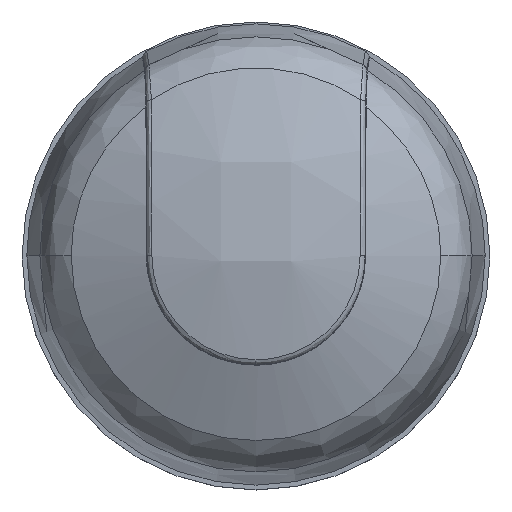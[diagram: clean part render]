
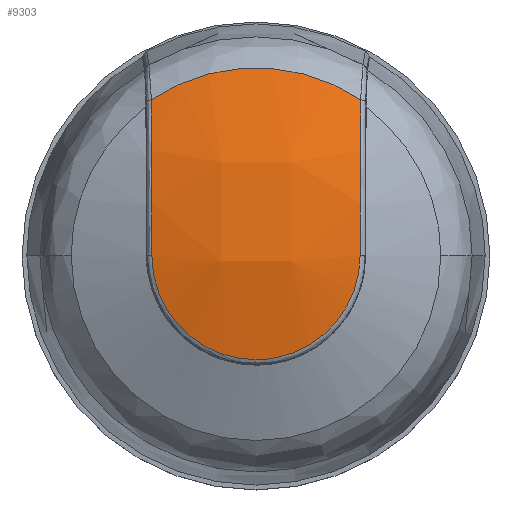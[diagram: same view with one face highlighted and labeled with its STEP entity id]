
A CAD part, top view. The second image highlights one B-rep face of the part: STEP entity #9303.
In plain terms, the highlighted free-form (B-spline) face has degree [3, 3] with [4, 4] control points.
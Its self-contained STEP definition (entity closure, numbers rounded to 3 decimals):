
#481 = EDGE_CURVE ( 'NONE', #24882, #8883, #7343, .T. ) ;
#869 = CARTESIAN_POINT ( 'NONE',  ( -15.719, 46.346, 54.717 ) ) ;
#1073 = CARTESIAN_POINT ( 'NONE',  ( -3.665, 19.23, 58.029 ) ) ;
#1217 = CARTESIAN_POINT ( 'NONE',  ( -4.804, 30.087, 54.717 ) ) ;
#1268 = CARTESIAN_POINT ( 'NONE',  ( -4.804, 19.23, 58.029 ) ) ;
#1957 = CARTESIAN_POINT ( 'NONE',  ( -15.847, 39.976, 58.126 ) ) ;
#2662 = CARTESIAN_POINT ( 'NONE',  ( 6.077, 41.057, 56.652 ) ) ;
#3349 = CARTESIAN_POINT ( 'NONE',  ( 0.227, 20.424, 58.029 ) ) ;
#4032 = DIRECTION ( 'NONE',  ( 0., 0., -1. ) ) ;
#4228 = CARTESIAN_POINT ( 'NONE',  ( -13.419, 23.418, 58.029 ) ) ;
#4333 = CARTESIAN_POINT ( 'NONE',  ( -15.557, 28.336, 58.029 ) ) ;
#4336 = CARTESIAN_POINT ( 'NONE',  ( -8.569, 40.433, 60.06 ) ) ;
#4349 = DIRECTION ( 'NONE',  ( 1., 0., 0. ) ) ;
#5156 = CARTESIAN_POINT ( 'NONE',  ( 6.057, 35.599, 57.756 ) ) ;
#5226 = ORIENTED_EDGE ( 'NONE', *, *, #481, .F. ) ;
#5514 = EDGE_CURVE ( 'NONE', #15697, #17921, #23390, .T. ) ;
#5740 = CARTESIAN_POINT ( 'NONE',  ( 4.228, 23.995, 58.029 ) ) ;
#5846 = CARTESIAN_POINT ( 'NONE',  ( -0.592, 20.04, 58.029 ) ) ;
#6617 = CARTESIAN_POINT ( 'NONE',  ( -1.04, 29.528, 61.262 ) ) ;
#7343 = B_SPLINE_CURVE_WITH_KNOTS ( 'NONE', 3,
 ( #30027, #18064, #13322, #25248, #30127, #18485, #18376, #8885, #4228, #18180, #8766, #20778, #4333, #27724, #29916, #15685, #8659, #27934 ),
 .UNSPECIFIED., .F., .F.,
 ( 4, 2, 2, 2, 2, 2, 2, 2, 4 ),
 ( 0., 0.158, 0.317, 0.475, 0.633, 0.792, 0.95, 0.994, 1. ),
 .UNSPECIFIED. ) ;
#7993 = CARTESIAN_POINT ( 'NONE',  ( 6.052, 29.977, 58.029 ) ) ;
#8205 = CARTESIAN_POINT ( 'NONE',  ( 6.053, 30.024, 58.029 ) ) ;
#8305 = CARTESIAN_POINT ( 'NONE',  ( 6.053, 30.087, 58.029 ) ) ;
#8659 = CARTESIAN_POINT ( 'NONE',  ( -15.661, 30.055, 58.029 ) ) ;
#8766 = CARTESIAN_POINT ( 'NONE',  ( -14.795, 25.743, 58.029 ) ) ;
#8883 = VERTEX_POINT ( 'NONE', #23421 ) ;
#8885 = CARTESIAN_POINT ( 'NONE',  ( -12.836, 22.726, 58.029 ) ) ;
#8891 = CARTESIAN_POINT ( 'NONE',  ( -8.569, 50.173, 55.009 ) ) ;
#9303 = ADVANCED_FACE ( 'NONE', ( #11334 ), #27665, .T. ) ;
#9866 = EDGE_CURVE ( 'NONE', #15697, #8883, #13162, .T. ) ;
#9909 = ORIENTED_EDGE ( 'NONE', *, *, #28571, .F. ) ;
#10514 = CARTESIAN_POINT ( 'NONE',  ( -15.7, 43.749, 55.821 ) ) ;
#11083 = CARTESIAN_POINT ( 'NONE',  ( -1.04, 40.433, 60.06 ) ) ;
#11186 = CARTESIAN_POINT ( 'NONE',  ( -8.569, 18.922, 58.455 ) ) ;
#11334 = FACE_OUTER_BOUND ( 'NONE', #15693, .T. ) ;
#11503 = CARTESIAN_POINT ( 'NONE',  ( -8.569, 29.528, 61.262 ) ) ;
#11846 = CARTESIAN_POINT ( 'NONE',  ( 6.11, 46.346, 54.717 ) ) ;
#12775 = CARTESIAN_POINT ( 'NONE',  ( 1.751, 21.386, 58.029 ) ) ;
#12781 = CARTESIAN_POINT ( 'NONE',  ( -15.661, 32.833, 58.029 ) ) ;
#13118 = ORIENTED_EDGE ( 'NONE', *, *, #9866, .T. ) ;
#13162 = B_SPLINE_CURVE_WITH_KNOTS ( 'NONE', 3,
 ( #24789, #10514, #14951, #19916, #12781, #17601 ),
 .UNSPECIFIED., .F., .F.,
 ( 4, 2, 4 ),
 ( 0., 0.5, 1. ),
 .UNSPECIFIED. ) ;
#13322 = CARTESIAN_POINT ( 'NONE',  ( -6.603, 19.342, 58.029 ) ) ;
#13472 = VERTEX_POINT ( 'NONE', #25710 ) ;
#13749 = CARTESIAN_POINT ( 'NONE',  ( -1.04, 50.173, 55.009 ) ) ;
#13859 = CARTESIAN_POINT ( 'NONE',  ( 6.239, 39.976, 58.126 ) ) ;
#14562 = CARTESIAN_POINT ( 'NONE',  ( 6.11, 46.346, 54.717 ) ) ;
#14660 = CARTESIAN_POINT ( 'NONE',  ( 6.091, 43.749, 55.821 ) ) ;
#14669 = EDGE_CURVE ( 'NONE', #13472, #17921, #25911, .T. ) ;
#14951 = CARTESIAN_POINT ( 'NONE',  ( -15.685, 41.057, 56.652 ) ) ;
#15144 = CARTESIAN_POINT ( 'NONE',  ( 5.916, 28.147, 58.029 ) ) ;
#15245 = CARTESIAN_POINT ( 'NONE',  ( 5.109, 25.568, 58.029 ) ) ;
#15685 = CARTESIAN_POINT ( 'NONE',  ( -15.661, 30.024, 58.029 ) ) ;
#15693 = EDGE_LOOP ( 'NONE', ( #9909, #23403, #26161, #13118, #5226 ) ) ;
#15697 = VERTEX_POINT ( 'NONE', #869 ) ;
#15742 = CARTESIAN_POINT ( 'NONE',  ( -4.804, 19.23, 58.029 ) ) ;
#16120 = CARTESIAN_POINT ( 'NONE',  ( 6.053, 30.087, 58.029 ) ) ;
#17601 = CARTESIAN_POINT ( 'NONE',  ( -15.661, 30.087, 58.029 ) ) ;
#17921 = VERTEX_POINT ( 'NONE', #11846 ) ;
#18064 = CARTESIAN_POINT ( 'NONE',  ( -5.705, 19.23, 58.029 ) ) ;
#18180 = CARTESIAN_POINT ( 'NONE',  ( -14.4, 24.929, 58.029 ) ) ;
#18376 = CARTESIAN_POINT ( 'NONE',  ( -11.512, 21.502, 58.029 ) ) ;
#18485 = CARTESIAN_POINT ( 'NONE',  ( -10.777, 20.975, 58.029 ) ) ;
#18804 = CARTESIAN_POINT ( 'NONE',  ( 6.053, 32.833, 58.029 ) ) ;
#19916 = CARTESIAN_POINT ( 'NONE',  ( -15.666, 35.599, 57.756 ) ) ;
#20676 = CARTESIAN_POINT ( 'NONE',  ( 6.239, 19.415, 56.592 ) ) ;
#20778 = CARTESIAN_POINT ( 'NONE',  ( -15.375, 27.45, 58.029 ) ) ;
#20782 = CARTESIAN_POINT ( 'NONE',  ( -15.847, 29.553, 59.275 ) ) ;
#22591 = CARTESIAN_POINT ( 'NONE',  ( 2.451, 21.96, 58.029 ) ) ;
#22968 = CARTESIAN_POINT ( 'NONE',  ( 6.239, 49.286, 53.298 ) ) ;
#23390 = CIRCLE ( 'NONE', #27768, 19.583 ) ;
#23403 = ORIENTED_EDGE ( 'NONE', *, *, #14669, .T. ) ;
#23421 = CARTESIAN_POINT ( 'NONE',  ( -15.661, 30.087, 58.029 ) ) ;
#24682 = CARTESIAN_POINT ( 'NONE',  ( -2.533, 19.409, 58.029 ) ) ;
#24783 = CARTESIAN_POINT ( 'NONE',  ( 6.053, 30.055, 58.029 ) ) ;
#24789 = CARTESIAN_POINT ( 'NONE',  ( -15.719, 46.346, 54.717 ) ) ;
#24882 = VERTEX_POINT ( 'NONE', #15742 ) ;
#25248 = CARTESIAN_POINT ( 'NONE',  ( -8.35, 19.786, 58.029 ) ) ;
#25251 = CARTESIAN_POINT ( 'NONE',  ( -1.04, 18.922, 58.455 ) ) ;
#25710 = CARTESIAN_POINT ( 'NONE',  ( 6.053, 30.087, 58.029 ) ) ;
#25911 = B_SPLINE_CURVE_WITH_KNOTS ( 'NONE', 3,
 ( #16120, #18804, #5156, #2662, #14660, #14562 ),
 .UNSPECIFIED., .F., .F.,
 ( 4, 2, 4 ),
 ( 0., 0.5, 1. ),
 .UNSPECIFIED. ) ;
#26161 = ORIENTED_EDGE ( 'NONE', *, *, #5514, .F. ) ;
#26846 = CARTESIAN_POINT ( 'NONE',  ( 3.691, 23.267, 58.029 ) ) ;
#26939 = CARTESIAN_POINT ( 'NONE',  ( 6.052, 29.961, 58.029 ) ) ;
#27091 = B_SPLINE_CURVE_WITH_KNOTS ( 'NONE', 3,
 ( #8305, #24783, #8205, #7993, #26939, #29661, #15144, #29458, #15245, #5740, #26846, #22591, #12775, #3349, #5846, #24682, #1073, #1268 ),
 .UNSPECIFIED., .F., .F.,
 ( 4, 2, 2, 2, 2, 2, 2, 2, 4 ),
 ( 0., 0.006, 0.008, 0.167, 0.325, 0.483, 0.642, 0.8, 1. ),
 .UNSPECIFIED. ) ;
#27614 = CARTESIAN_POINT ( 'NONE',  ( 6.239, 29.553, 59.275 ) ) ;
#27665 =( BOUNDED_SURFACE ( )  B_SPLINE_SURFACE ( 3, 3, ( 
 ( #27937, #20782, #1957, #30235 ),
 ( #11186, #11503, #4336, #8891 ),
 ( #25251, #6617, #11083, #13749 ),
 ( #20676, #27614, #13859, #22968 ) ),
 .UNSPECIFIED., .F., .F., .F. ) 
 B_SPLINE_SURFACE_WITH_KNOTS ( ( 4, 4 ),
 ( 4, 4 ),
 ( 0., 1. ),
 ( 0., 1. ),
 .UNSPECIFIED. ) 
 GEOMETRIC_REPRESENTATION_ITEM ( )  RATIONAL_B_SPLINE_SURFACE ( (
 ( 1., 0.955, 0.955, 1.),
 ( 0.978, 0.934, 0.934, 0.978),
 ( 0.978, 0.934, 0.934, 0.978),
 ( 1., 0.955, 0.955, 1.) ) ) 
 REPRESENTATION_ITEM ( '' )  SURFACE ( )  );
#27724 = CARTESIAN_POINT ( 'NONE',  ( -15.648, 29.487, 58.029 ) ) ;
#27768 = AXIS2_PLACEMENT_3D ( 'NONE', #1217, #4032, #4349 ) ;
#27934 = CARTESIAN_POINT ( 'NONE',  ( -15.661, 30.087, 58.029 ) ) ;
#27937 = CARTESIAN_POINT ( 'NONE',  ( -15.847, 19.415, 56.592 ) ) ;
#28571 = EDGE_CURVE ( 'NONE', #13472, #24882, #27091, .T. ) ;
#29458 = CARTESIAN_POINT ( 'NONE',  ( 5.449, 26.406, 58.029 ) ) ;
#29661 = CARTESIAN_POINT ( 'NONE',  ( 6.04, 29.043, 58.029 ) ) ;
#29916 = CARTESIAN_POINT ( 'NONE',  ( -15.659, 29.74, 58.029 ) ) ;
#30027 = CARTESIAN_POINT ( 'NONE',  ( -4.804, 19.23, 58.029 ) ) ;
#30127 = CARTESIAN_POINT ( 'NONE',  ( -9.193, 20.115, 58.029 ) ) ;
#30235 = CARTESIAN_POINT ( 'NONE',  ( -15.847, 49.286, 53.298 ) ) ;
